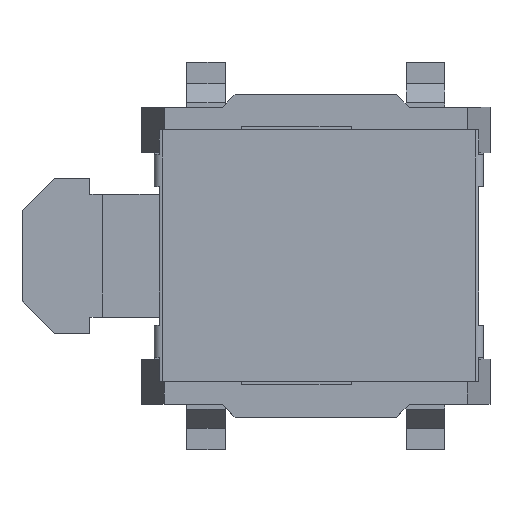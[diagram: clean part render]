
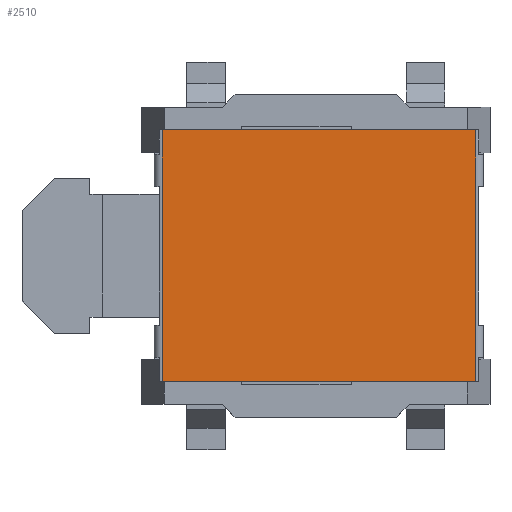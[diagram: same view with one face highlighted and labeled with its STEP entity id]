
A CAD part, top view. The second image highlights one B-rep face of the part: STEP entity #2510.
In plain terms, the highlighted planar face has unit normal (0, 0, 1).
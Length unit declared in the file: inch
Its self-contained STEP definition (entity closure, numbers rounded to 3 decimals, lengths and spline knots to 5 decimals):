
#2375=CARTESIAN_POINT('',(-0.08189,-0.07677,0.07087));
#2376=VERTEX_POINT('',#2375);
#2384=CARTESIAN_POINT('',(-0.08189,0.07677,0.07087));
#2385=VERTEX_POINT('',#2384);
#2386=CARTESIAN_POINT('',(-0.08189,-0.07677,0.07087));
#2387=DIRECTION('',(0.0,1.0,0.0));
#2388=VECTOR('',#2387,0.15354);
#2389=LINE('',#2386,#2388);
#2390=EDGE_CURVE('',#2376,#2385,#2389,.T.);
#2440=CARTESIAN_POINT('',(0.10945,0.07677,0.07087));
#2441=VERTEX_POINT('',#2440);
#2442=CARTESIAN_POINT('',(-0.08189,0.07677,0.07087));
#2443=DIRECTION('',(1.0,0.0,0.0));
#2444=VECTOR('',#2443,0.19134);
#2445=LINE('',#2442,#2444);
#2446=EDGE_CURVE('',#2385,#2441,#2445,.T.);
#2487=CARTESIAN_POINT('',(-0.09146,-0.08445,0.07087));
#2488=DIRECTION('',(0.0,0.0,1.0));
#2489=DIRECTION('',(1.0,0.0,0.0));
#2490=AXIS2_PLACEMENT_3D('',#2487,#2488,#2489);
#2491=PLANE('',#2490);
#2492=ORIENTED_EDGE('',*,*,#2390,.F.);
#2493=CARTESIAN_POINT('',(0.10945,-0.07677,0.07087));
#2494=VERTEX_POINT('',#2493);
#2495=CARTESIAN_POINT('',(0.10945,-0.07677,0.07087));
#2496=DIRECTION('',(-1.0,0.0,0.0));
#2497=VECTOR('',#2496,0.19134);
#2498=LINE('',#2495,#2497);
#2499=EDGE_CURVE('',#2494,#2376,#2498,.T.);
#2500=ORIENTED_EDGE('',*,*,#2499,.F.);
#2501=CARTESIAN_POINT('',(0.10945,0.07677,0.07087));
#2502=DIRECTION('',(0.0,-1.0,0.0));
#2503=VECTOR('',#2502,0.15354);
#2504=LINE('',#2501,#2503);
#2505=EDGE_CURVE('',#2441,#2494,#2504,.T.);
#2506=ORIENTED_EDGE('',*,*,#2505,.F.);
#2507=ORIENTED_EDGE('',*,*,#2446,.F.);
#2508=EDGE_LOOP('',(#2492,#2500,#2506,#2507));
#2509=FACE_OUTER_BOUND('',#2508,.T.);
#2510=ADVANCED_FACE('',(#2509),#2491,.T.);
